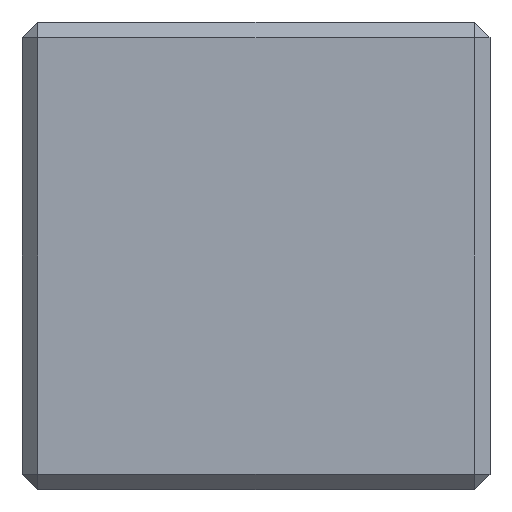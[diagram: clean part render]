
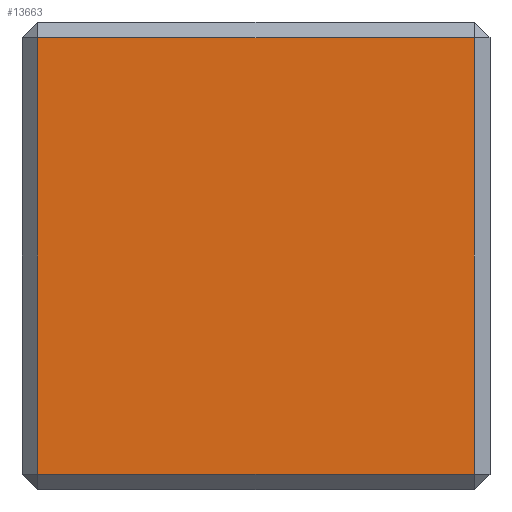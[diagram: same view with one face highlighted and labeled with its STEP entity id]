
A CAD part, left-side view. The second image highlights one B-rep face of the part: STEP entity #13663.
In plain terms, the highlighted planar face has unit normal (-1, 0, 0).
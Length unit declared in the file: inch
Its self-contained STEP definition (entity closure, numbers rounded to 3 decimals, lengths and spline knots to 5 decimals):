
#368=PLANE('',#14456);
#1406=FACE_OUTER_BOUND('',#2195,.T.);
#2195=EDGE_LOOP('',(#9998,#9999,#10000,#10001));
#3258=LINE('',#21296,#4716);
#3259=LINE('',#21298,#4717);
#3260=LINE('',#21300,#4718);
#3261=LINE('',#21301,#4719);
#4716=VECTOR('',#15401,39.37008);
#4717=VECTOR('',#15402,39.37008);
#4718=VECTOR('',#15403,39.37008);
#4719=VECTOR('',#15404,39.37008);
#6437=VERTEX_POINT('',#21294);
#6438=VERTEX_POINT('',#21295);
#6439=VERTEX_POINT('',#21297);
#6440=VERTEX_POINT('',#21299);
#7898=EDGE_CURVE('',#6437,#6438,#3258,.T.);
#7899=EDGE_CURVE('',#6438,#6439,#3259,.T.);
#7900=EDGE_CURVE('',#6439,#6440,#3260,.T.);
#7901=EDGE_CURVE('',#6440,#6437,#3261,.T.);
#9998=ORIENTED_EDGE('',*,*,#7898,.T.);
#9999=ORIENTED_EDGE('',*,*,#7899,.T.);
#10000=ORIENTED_EDGE('',*,*,#7900,.T.);
#10001=ORIENTED_EDGE('',*,*,#7901,.T.);
#13663=ADVANCED_FACE('',(#1406),#368,.F.);
#14456=AXIS2_PLACEMENT_3D('',#21293,#15399,#15400);
#15399=DIRECTION('center_axis',(1.,0.,0.));
#15400=DIRECTION('ref_axis',(0.,-1.,0.));
#15401=DIRECTION('',(0.,0.,1.));
#15402=DIRECTION('',(0.,1.,0.));
#15403=DIRECTION('',(0.,0.,-1.));
#15404=DIRECTION('',(0.,-1.,0.));
#21293=CARTESIAN_POINT('Origin',(-0.75,0.75,-0.75));
#21294=CARTESIAN_POINT('',(-0.75,-0.7,-0.7));
#21295=CARTESIAN_POINT('',(-0.75,-0.7,0.7));
#21296=CARTESIAN_POINT('',(-0.75,-0.7,-0.75));
#21297=CARTESIAN_POINT('',(-0.75,0.7,0.7));
#21298=CARTESIAN_POINT('',(-0.75,0.75,0.7));
#21299=CARTESIAN_POINT('',(-0.75,0.7,-0.7));
#21300=CARTESIAN_POINT('',(-0.75,0.7,-0.75));
#21301=CARTESIAN_POINT('',(-0.75,-0.7,-0.7));
